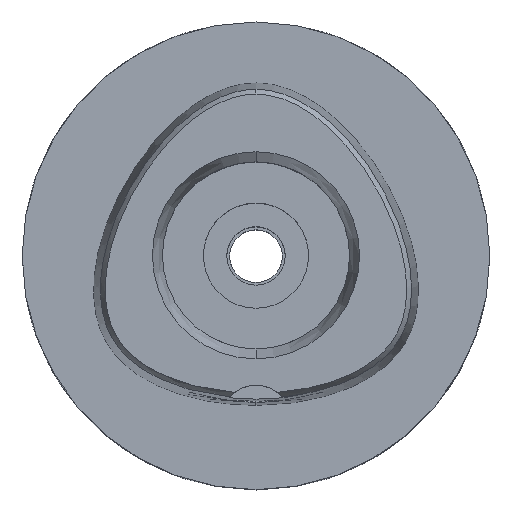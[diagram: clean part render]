
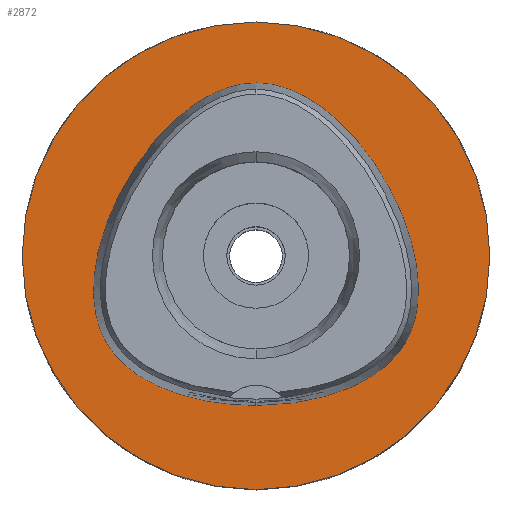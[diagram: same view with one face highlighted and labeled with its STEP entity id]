
A CAD part, top view. The second image highlights one B-rep face of the part: STEP entity #2872.
In plain terms, the highlighted planar face has unit normal (0, 0, 1).
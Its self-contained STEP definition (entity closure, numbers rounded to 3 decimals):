
#284=CARTESIAN_POINT('',(0.,0.,0.));
#285=DIRECTION('',(0.,0.,-1.));
#286=DIRECTION('',(0.,-1.,0.));
#287=AXIS2_PLACEMENT_3D('',#284,#285,#286);
#292=CARTESIAN_POINT('',(0.,0.,0.));
#293=DIRECTION('',(0.,0.,-1.));
#294=DIRECTION('',(0.,1.,0.));
#295=AXIS2_PLACEMENT_3D('',#292,#293,#294);
#300=CARTESIAN_POINT('',(0.,-25.575,0.));
#301=CARTESIAN_POINT('',(1.262,-25.575,0.));
#302=CARTESIAN_POINT('',(3.72,-25.479,
0.));
#303=CARTESIAN_POINT('',(7.247,-25.069,
0.));
#304=CARTESIAN_POINT('',(10.511,-24.428,0.));
#305=CARTESIAN_POINT('',(13.429,-23.604,0.));
#306=CARTESIAN_POINT('',(15.982,-22.648,0.));
#307=CARTESIAN_POINT('',(18.185,-21.599,0.));
#308=CARTESIAN_POINT('',(20.07,-20.484,0.));
#309=CARTESIAN_POINT('',(21.669,-19.326,0.));
#310=CARTESIAN_POINT('',(23.023,-18.13,0.));
#311=CARTESIAN_POINT('',(24.152,-16.914,0.));
#312=CARTESIAN_POINT('',(25.101,-15.657,0.));
#313=CARTESIAN_POINT('',(25.889,-14.344,0.));
#314=CARTESIAN_POINT('',(26.539,-12.942,0.));
#315=CARTESIAN_POINT('',(27.067,-11.409,0.));
#316=CARTESIAN_POINT('',(27.468,-9.712,0.));
#317=CARTESIAN_POINT('',(27.726,-7.809,0.));
#318=CARTESIAN_POINT('',(27.812,-5.696,0.));
#319=CARTESIAN_POINT('',(27.694,-3.342,0.));
#320=CARTESIAN_POINT('',(27.333,-0.731,0.));
#321=CARTESIAN_POINT('',(26.688,2.131,0.));
#322=CARTESIAN_POINT('',(25.722,5.217,0.));
#323=CARTESIAN_POINT('',(24.413,8.468,0.));
#324=CARTESIAN_POINT('',(22.775,11.768,0.));
#325=CARTESIAN_POINT('',(20.862,14.979,0.));
#326=CARTESIAN_POINT('',(18.768,17.945,0.));
#327=CARTESIAN_POINT('',(16.59,20.569,0.));
#328=CARTESIAN_POINT('',(14.406,22.808,0.));
#329=CARTESIAN_POINT('',(12.277,24.658,0.));
#330=CARTESIAN_POINT('',(10.234,26.149,0.));
#331=CARTESIAN_POINT('',(8.293,27.316,0.));
#332=CARTESIAN_POINT('',(6.46,28.201,0.));
#333=CARTESIAN_POINT('',(4.721,28.845,0.));
#334=CARTESIAN_POINT('',(3.072,29.277,0.));
#335=CARTESIAN_POINT('',(1.502,29.523,
0.));
#336=CARTESIAN_POINT('',(0.494,29.575,
0.));
#337=CARTESIAN_POINT('',(0.,29.575,
0.));
#342=CARTESIAN_POINT('',(0.,29.575,
0.));
#343=CARTESIAN_POINT('',(-0.493,29.575,0.));
#344=CARTESIAN_POINT('',(-1.501,29.523,
0.));
#345=CARTESIAN_POINT('',(-3.069,29.278,
0.));
#346=CARTESIAN_POINT('',(-4.716,28.847,0.));
#347=CARTESIAN_POINT('',(-6.452,28.205,0.));
#348=CARTESIAN_POINT('',(-8.284,27.321,0.));
#349=CARTESIAN_POINT('',(-10.222,26.156,0.));
#350=CARTESIAN_POINT('',(-12.263,24.67,0.));
#351=CARTESIAN_POINT('',(-14.389,22.824,0.));
#352=CARTESIAN_POINT('',(-16.57,20.591,0.));
#353=CARTESIAN_POINT('',(-18.746,17.973,0.));
#354=CARTESIAN_POINT('',(-20.838,15.015,0.));
#355=CARTESIAN_POINT('',(-22.751,11.813,0.));
#356=CARTESIAN_POINT('',(-24.389,8.52,0.));
#357=CARTESIAN_POINT('',(-25.702,5.272,0.));
#358=CARTESIAN_POINT('',(-26.671,2.191,0.));
#359=CARTESIAN_POINT('',(-27.322,-0.67,0.));
#360=CARTESIAN_POINT('',(-27.688,-3.279,0.));
#361=CARTESIAN_POINT('',(-27.812,-5.634,0.));
#362=CARTESIAN_POINT('',(-27.731,-7.756,0.));
#363=CARTESIAN_POINT('',(-27.479,-9.651,0.));
#364=CARTESIAN_POINT('',(-27.081,-11.359,0.));
#365=CARTESIAN_POINT('',(-26.554,-12.904,0.));
#366=CARTESIAN_POINT('',(-25.9,-14.326,0.));
#367=CARTESIAN_POINT('',(-25.101,-15.659,0.));
#368=CARTESIAN_POINT('',(-24.151,-16.916,0.));
#369=CARTESIAN_POINT('',(-23.018,-18.135,0.));
#370=CARTESIAN_POINT('',(-21.675,-19.321,0.));
#371=CARTESIAN_POINT('',(-20.077,-20.48,0.));
#372=CARTESIAN_POINT('',(-18.193,-21.594,0.));
#373=CARTESIAN_POINT('',(-15.989,-22.645,0.));
#374=CARTESIAN_POINT('',(-13.436,-23.602,0.));
#375=CARTESIAN_POINT('',(-10.518,-24.426,0.));
#376=CARTESIAN_POINT('',(-7.251,-25.069,
0.));
#377=CARTESIAN_POINT('',(-3.716,-25.479,
0.));
#378=CARTESIAN_POINT('',(-1.26,-25.575,0.));
#379=CARTESIAN_POINT('',(0.,-25.575,0.));
#1924=VERTEX_POINT('',#342);
#1925=VERTEX_POINT('',#379);
#1930=CARTESIAN_POINT('',(0.,-40.,0.));
#1931=CARTESIAN_POINT('',(0.,40.,0.));
#1932=VERTEX_POINT('',#1930);
#1933=VERTEX_POINT('',#1931);
#2856=CARTESIAN_POINT('',(0.,0.,0.));
#2857=DIRECTION('',(0.,0.,-1.));
#2858=DIRECTION('',(0.,-1.,0.));
#2859=AXIS2_PLACEMENT_3D('',#2856,#2857,#2858);
#2860=PLANE('',#2859);
#2862=ORIENTED_EDGE('',*,*,#2861,.T.);
#2864=ORIENTED_EDGE('',*,*,#2863,.T.);
#2865=EDGE_LOOP('',(#2862,#2864));
#2866=FACE_OUTER_BOUND('',#2865,.F.);
#2868=ORIENTED_EDGE('',*,*,#2867,.T.);
#2869=ORIENTED_EDGE('',*,*,#2839,.T.);
#2870=EDGE_LOOP('',(#2868,#2869));
#2871=FACE_BOUND('',#2870,.F.);
#288=CIRCLE('',#287,40.);
#296=CIRCLE('',#295,40.);
#338=B_SPLINE_CURVE_WITH_KNOTS('',3,(#300,#301,#302,#303,#304,#305,#306,#307,
#308,#309,#310,#311,#312,#313,#314,#315,#316,#317,#318,#319,#320,#321,#322,#323,
#324,#325,#326,#327,#328,#329,#330,#331,#332,#333,#334,#335,#336,#337),
.UNSPECIFIED.,.F.,.F.,(4,1,1,1,1,1,1,1,1,1,1,1,1,1,1,1,1,1,1,1,1,1,1,1,1,1,1,1,
1,1,1,1,1,1,1,4),(0.,0.029,0.057,0.086,
0.114,0.143,0.171,0.2,0.229,
0.257,0.286,0.314,0.343,
0.371,0.4,0.429,0.457,0.486,
0.514,0.543,0.571,0.6,0.629,
0.657,0.686,0.714,0.743,
0.771,0.8,0.829,0.857,0.886,
0.914,0.943,0.971,1.),.UNSPECIFIED.);
#380=B_SPLINE_CURVE_WITH_KNOTS('',3,(#342,#343,#344,#345,#346,#347,#348,#349,
#350,#351,#352,#353,#354,#355,#356,#357,#358,#359,#360,#361,#362,#363,#364,#365,
#366,#367,#368,#369,#370,#371,#372,#373,#374,#375,#376,#377,#378,#379),
.UNSPECIFIED.,.F.,.F.,(4,1,1,1,1,1,1,1,1,1,1,1,1,1,1,1,1,1,1,1,1,1,1,1,1,1,1,1,
1,1,1,1,1,1,1,4),(0.,0.029,0.057,0.086,
0.114,0.143,0.171,0.2,0.229,
0.257,0.286,0.314,0.343,
0.371,0.4,0.429,0.457,0.486,
0.514,0.543,0.571,0.6,0.629,
0.657,0.686,0.714,0.743,
0.771,0.8,0.829,0.857,0.886,
0.914,0.943,0.971,1.),.UNSPECIFIED.);
#2839=EDGE_CURVE('',#1924,#1925,#380,.T.);
#2861=EDGE_CURVE('',#1932,#1933,#288,.T.);
#2863=EDGE_CURVE('',#1933,#1932,#296,.T.);
#2867=EDGE_CURVE('',#1925,#1924,#338,.T.);
#2872=ADVANCED_FACE('',(#2866,#2871),#2860,.F.);
